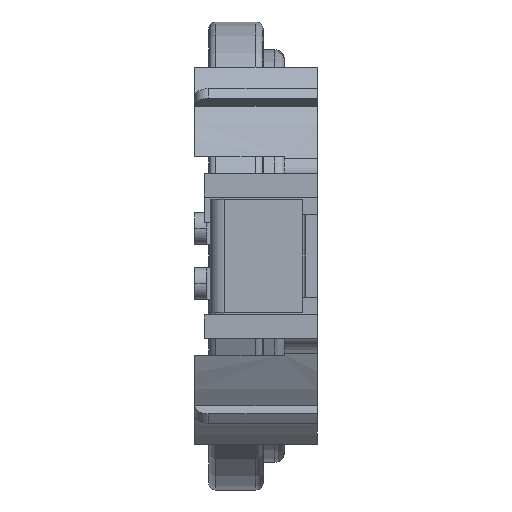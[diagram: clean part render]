
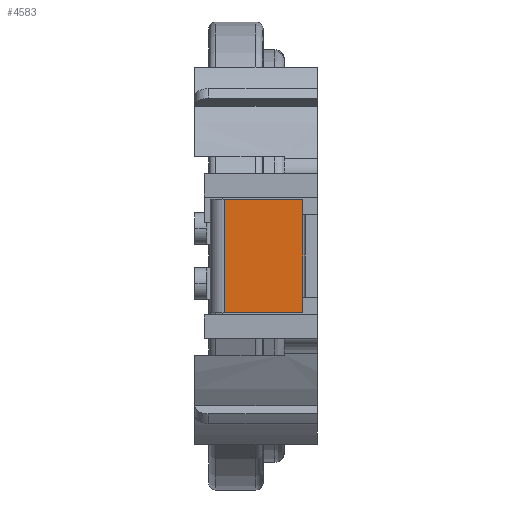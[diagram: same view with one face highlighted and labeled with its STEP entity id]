
A CAD part, left-side view. The second image highlights one B-rep face of the part: STEP entity #4583.
In plain terms, the highlighted planar face has unit normal (-1, 0, 0).
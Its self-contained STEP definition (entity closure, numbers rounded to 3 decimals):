
#59 = VERTEX_POINT ( 'NONE', #3713 ) ;
#91 = CARTESIAN_POINT ( 'NONE',  ( -14.15, 0.608, -2.4 ) ) ;
#247 = CARTESIAN_POINT ( 'NONE',  ( -14.15, 0.608, -10.469 ) ) ;
#350 = LINE ( 'NONE', #2964, #3218 ) ;
#355 = DIRECTION ( 'NONE',  ( 0., -1., 0. ) ) ;
#676 = EDGE_CURVE ( 'NONE', #8184, #4500, #1707, .T. ) ;
#924 = DIRECTION ( 'NONE',  ( 1., 0., 0. ) ) ;
#960 = EDGE_CURVE ( 'NONE', #8184, #2702, #6828, .T. ) ;
#1400 = DIRECTION ( 'NONE',  ( 0., 0., 1. ) ) ;
#1620 = ORIENTED_EDGE ( 'NONE', *, *, #5022, .F. ) ;
#1707 = LINE ( 'NONE', #3050, #5245 ) ;
#1841 = ORIENTED_EDGE ( 'NONE', *, *, #960, .F. ) ;
#2023 = CARTESIAN_POINT ( 'NONE',  ( -14.15, 0.608, 2.4 ) ) ;
#2234 = EDGE_LOOP ( 'NONE', ( #3945, #6446, #5815, #4719, #1620, #1841 ) ) ;
#2249 = DIRECTION ( 'NONE',  ( 0., 0., 1. ) ) ;
#2260 = CARTESIAN_POINT ( 'NONE',  ( -14.15, 3.942, -10.469 ) ) ;
#2505 = CARTESIAN_POINT ( 'NONE',  ( -14.15, 3.942, 2.4 ) ) ;
#2538 = CARTESIAN_POINT ( 'NONE',  ( -14.15, 3.942, -2.4 ) ) ;
#2702 = VERTEX_POINT ( 'NONE', #2505 ) ;
#2926 = DIRECTION ( 'NONE',  ( 0., 0., -1. ) ) ;
#2964 = CARTESIAN_POINT ( 'NONE',  ( -14.15, 0., 2.4 ) ) ;
#3050 = CARTESIAN_POINT ( 'NONE',  ( -14.15, 0., -2.4 ) ) ;
#3054 = PLANE ( 'NONE',  #3918 ) ;
#3076 = EDGE_CURVE ( 'NONE', #4500, #59, #7109, .T. ) ;
#3218 = VECTOR ( 'NONE', #4203, 1000. ) ;
#3272 = EDGE_CURVE ( 'NONE', #4915, #5705, #3392, .T. ) ;
#3306 = DIRECTION ( 'NONE',  ( 0., 0., 1. ) ) ;
#3392 = LINE ( 'NONE', #4820, #4999 ) ;
#3512 = DIRECTION ( 'NONE',  ( 0., 0., 1. ) ) ;
#3517 = CARTESIAN_POINT ( 'NONE',  ( -14.15, 0.608, 1.75 ) ) ;
#3713 = CARTESIAN_POINT ( 'NONE',  ( -14.15, 0.608, -1.75 ) ) ;
#3918 = AXIS2_PLACEMENT_3D ( 'NONE', #6195, #924, #2926 ) ;
#3945 = ORIENTED_EDGE ( 'NONE', *, *, #676, .T. ) ;
#4203 = DIRECTION ( 'NONE',  ( 0., -1., 0. ) ) ;
#4500 = VERTEX_POINT ( 'NONE', #91 ) ;
#4583 = ADVANCED_FACE ( 'NONE', ( #7577 ), #3054, .F. ) ;
#4719 = ORIENTED_EDGE ( 'NONE', *, *, #3272, .T. ) ;
#4820 = CARTESIAN_POINT ( 'NONE',  ( -14.15, 0.608, -10.469 ) ) ;
#4915 = VERTEX_POINT ( 'NONE', #3517 ) ;
#4999 = VECTOR ( 'NONE', #1400, 1000. ) ;
#5022 = EDGE_CURVE ( 'NONE', #2702, #5705, #350, .T. ) ;
#5245 = VECTOR ( 'NONE', #355, 1000. ) ;
#5277 = VECTOR ( 'NONE', #2249, 1000. ) ;
#5469 = EDGE_CURVE ( 'NONE', #59, #4915, #6175, .T. ) ;
#5705 = VERTEX_POINT ( 'NONE', #2023 ) ;
#5815 = ORIENTED_EDGE ( 'NONE', *, *, #5469, .T. ) ;
#5951 = VECTOR ( 'NONE', #3306, 1000. ) ;
#6175 = LINE ( 'NONE', #247, #5277 ) ;
#6195 = CARTESIAN_POINT ( 'NONE',  ( -14.15, 0., -10.469 ) ) ;
#6446 = ORIENTED_EDGE ( 'NONE', *, *, #3076, .T. ) ;
#6504 = CARTESIAN_POINT ( 'NONE',  ( -14.15, 0.608, -10.469 ) ) ;
#6828 = LINE ( 'NONE', #2260, #8336 ) ;
#7109 = LINE ( 'NONE', #6504, #5951 ) ;
#7577 = FACE_OUTER_BOUND ( 'NONE', #2234, .T. ) ;
#8184 = VERTEX_POINT ( 'NONE', #2538 ) ;
#8336 = VECTOR ( 'NONE', #3512, 1000. ) ;
